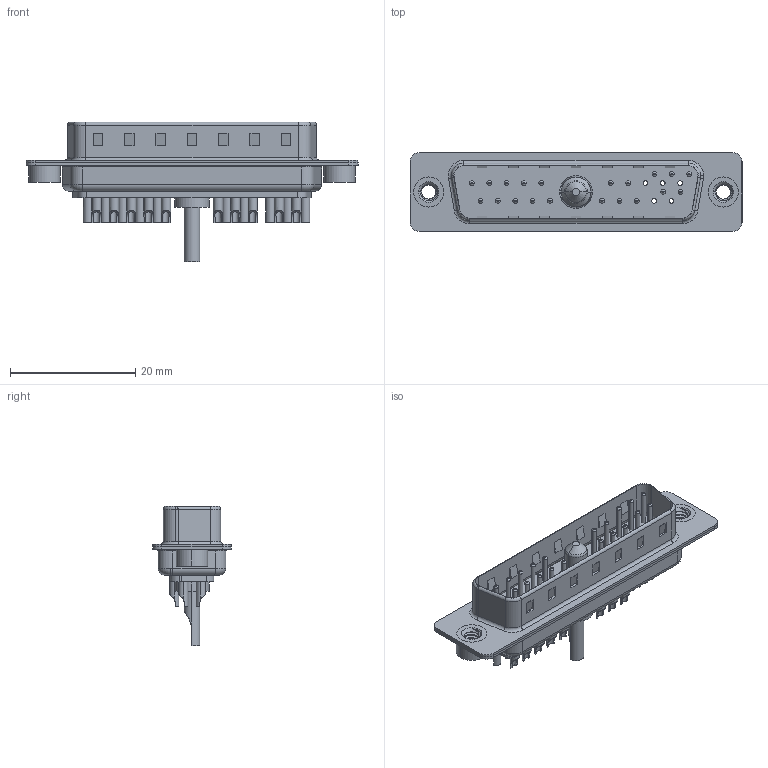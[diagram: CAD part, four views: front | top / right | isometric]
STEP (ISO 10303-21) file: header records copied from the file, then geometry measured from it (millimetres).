
FILE_DESCRIPTION (( 'STEP AP203' ), '1' );
FILE_NAME ('627-21W1222-1N2.STEP', '2019-05-27T23:26:03', ( '' ), ( '' ), 'SwSTEP 2.0', 'SolidWorks 2016', '' );
FILE_SCHEMA (( 'CONFIG_CONTROL_DESIGN' ));
Length unit declared in the file: millimetre
Products named in the file (8): 627-21W1222-1N2; Power Pin_10A SC; 627Combo Threaded Rivet_2; 627Combo Contact Row 2_22; 627Combo Contact Row 1_22; 627Combo Housing_21W1; 627Combo Shell Rear_25 Contacts; 627Combo Shell Front_25 Contacts
Assembly tree (26 placements, depth 2):
  627-21W1222-1N2
    627Combo Housing_21W1
    627Combo Shell Rear_25 Contacts
    627Combo Shell Front_25 Contacts
    627Combo Threaded Rivet_2  x2
    Power Pin_10A SC
    627Combo Contact Row 1_22  x10
    627Combo Contact Row 2_22  x10
Bounding box: 53 x 12.6 x 22.3 mm (x, y, z)
Volume: 2815.6 mm3; surface area: 7034.6 mm2
Topology: 27 solids, 27 shells, 1161 faces, 2736 edges, 1681 vertices
Faces by surface type: cylinder 479, plane 363, torus 252, cone 59, bspline 8
Entity records: 20861 total; most frequent: CARTESIAN_POINT 4734, DIRECTION 3293, ORIENTED_EDGE 2918, EDGE_CURVE 1459, AXIS2_PLACEMENT_3D 1277, VERTEX_POINT 927, EDGE_LOOP 748, LINE 739
